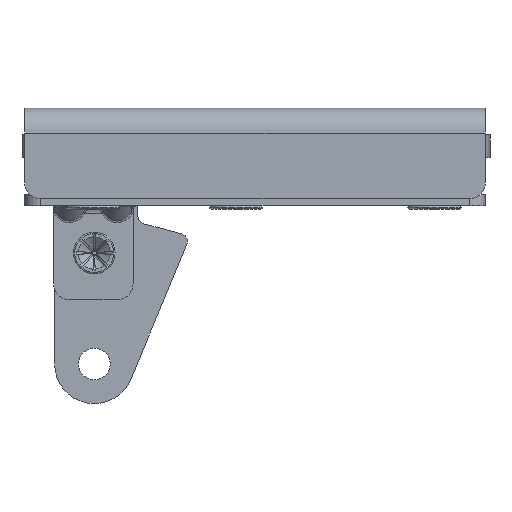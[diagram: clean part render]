
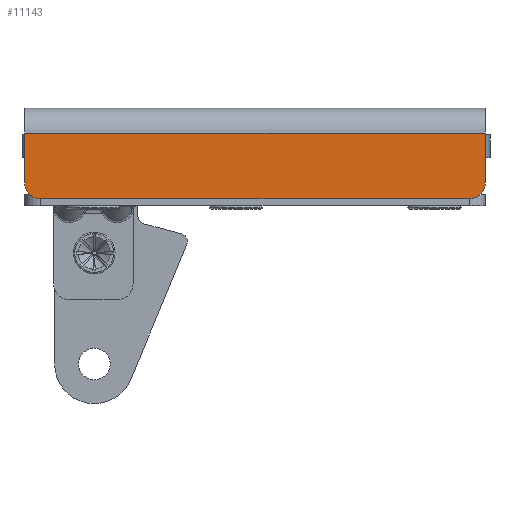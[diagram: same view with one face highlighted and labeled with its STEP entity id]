
A CAD part, front view. The second image highlights one B-rep face of the part: STEP entity #11143.
In plain terms, the highlighted planar face has unit normal (0, -1, 0).
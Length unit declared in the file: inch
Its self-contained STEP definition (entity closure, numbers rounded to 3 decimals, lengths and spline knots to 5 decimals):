
#1232=LINE('',#17949,#1982);
#1241=LINE('',#17974,#1991);
#1242=LINE('',#17976,#1992);
#1243=LINE('',#17977,#1993);
#1982=VECTOR('',#13904,0.3937);
#1991=VECTOR('',#13931,0.3937);
#1992=VECTOR('',#13934,0.3937);
#1993=VECTOR('',#13935,0.3937);
#2453=PLANE('',#12262);
#2797=FACE_OUTER_BOUND('',#3391,.T.);
#3391=EDGE_LOOP('',(#8381,#8382,#8383,#8384,#8385,#8386));
#4280=CIRCLE('',#12251,0.125);
#4284=CIRCLE('',#12258,0.125);
#5088=VERTEX_POINT('',#17942);
#5089=VERTEX_POINT('',#17944);
#5090=VERTEX_POINT('',#17948);
#5095=VERTEX_POINT('',#17964);
#5096=VERTEX_POINT('',#17965);
#5097=VERTEX_POINT('',#17972);
#6281=EDGE_CURVE('',#5089,#5088,#4280,.T.);
#6283=EDGE_CURVE('',#5090,#5089,#1232,.T.);
#6292=EDGE_CURVE('',#5095,#5096,#4284,.T.);
#6298=EDGE_CURVE('',#5097,#5096,#1241,.T.);
#6299=EDGE_CURVE('',#5095,#5088,#1242,.T.);
#6300=EDGE_CURVE('',#5097,#5090,#1243,.T.);
#8381=ORIENTED_EDGE('',*,*,#6281,.T.);
#8382=ORIENTED_EDGE('',*,*,#6299,.F.);
#8383=ORIENTED_EDGE('',*,*,#6292,.T.);
#8384=ORIENTED_EDGE('',*,*,#6298,.F.);
#8385=ORIENTED_EDGE('',*,*,#6300,.T.);
#8386=ORIENTED_EDGE('',*,*,#6283,.T.);
#11143=ADVANCED_FACE('',(#2797),#2453,.F.);
#12251=AXIS2_PLACEMENT_3D('',#17945,#13899,#13900);
#12258=AXIS2_PLACEMENT_3D('',#17966,#13920,#13921);
#12262=AXIS2_PLACEMENT_3D('',#17975,#13932,#13933);
#13899=DIRECTION('center_axis',(0.,-1.,0.));
#13900=DIRECTION('ref_axis',(0.707,0.,0.707));
#13904=DIRECTION('',(0.,0.,1.));
#13920=DIRECTION('center_axis',(0.,-1.,0.));
#13921=DIRECTION('ref_axis',(-0.707,0.,0.707));
#13931=DIRECTION('',(0.,0.,1.));
#13932=DIRECTION('center_axis',(0.,1.,0.));
#13933=DIRECTION('ref_axis',(0.,0.,1.));
#13934=DIRECTION('',(1.,0.,0.));
#13935=DIRECTION('',(1.,0.,0.));
#17942=CARTESIAN_POINT('',(2.31384,-0.7895,0.7125));
#17944=CARTESIAN_POINT('',(2.43884,-0.7895,0.5875));
#17945=CARTESIAN_POINT('Origin',(2.31384,-0.7895,0.5875));
#17948=CARTESIAN_POINT('',(2.43884,-0.7895,0.1945));
#17949=CARTESIAN_POINT('',(2.43884,-0.7895,0.));
#17964=CARTESIAN_POINT('',(-1.06616,-0.7895,0.7125));
#17965=CARTESIAN_POINT('',(-1.19116,-0.7895,0.5875));
#17966=CARTESIAN_POINT('Origin',(-1.06616,-0.7895,0.5875));
#17972=CARTESIAN_POINT('',(-1.19116,-0.7895,0.1945));
#17974=CARTESIAN_POINT('',(-1.19116,-0.7895,0.));
#17975=CARTESIAN_POINT('Origin',(-1.19116,-0.7895,0.));
#17976=CARTESIAN_POINT('',(2.43884,-0.7895,0.7125));
#17977=CARTESIAN_POINT('',(-0.30033,-0.7895,0.1945));
